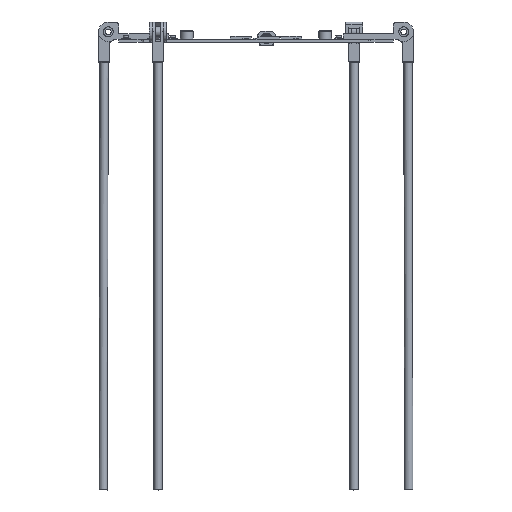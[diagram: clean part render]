
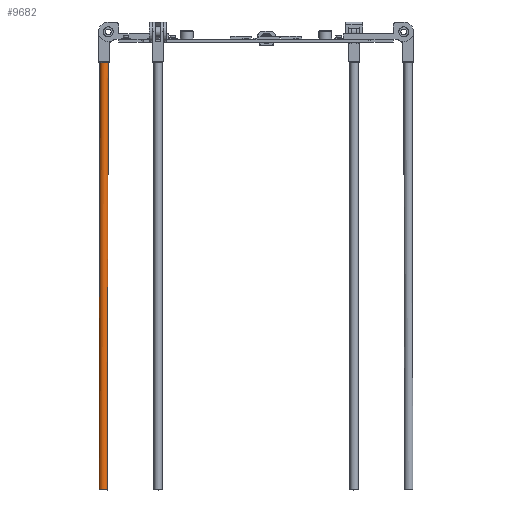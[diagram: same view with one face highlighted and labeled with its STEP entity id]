
A CAD part, front view. The second image highlights one B-rep face of the part: STEP entity #9682.
In plain terms, the highlighted cylindrical face has radius 1.5 mm (diameter 3 mm), a full revolution.
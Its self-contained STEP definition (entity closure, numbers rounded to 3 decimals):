
#9649=EDGE_CURVE('',#9650,#9650,#9652,.F.);
#9650=VERTEX_POINT('',#9651);
#9651=CARTESIAN_POINT('',(1.5,0.,160.0));
#9652=CIRCLE('',#9653,1.5);
#9653=AXIS2_PLACEMENT_3D('',#9654,#9655,#9656);
#9654=CARTESIAN_POINT('',(0.0,0.0,160.0));
#9655=DIRECTION('',(0.0,0.0,-1.0));
#9656=DIRECTION('',(1.0,0.0,0.0));
#9669=EDGE_CURVE('',#9670,#9670,#9672,.F.);
#9670=VERTEX_POINT('',#9671);
#9671=CARTESIAN_POINT('',(1.5,0.,0.0));
#9672=CIRCLE('',#9673,1.5);
#9673=AXIS2_PLACEMENT_3D('',#9674,#9675,#9676);
#9674=CARTESIAN_POINT('',(0.0,0.0,0.0));
#9675=DIRECTION('',(0.0,0.0,1.0));
#9676=DIRECTION('',(1.0,0.0,0.0));
#9682=ADVANCED_FACE('',(#9683),#9693,.T.);
#9683=FACE_BOUND('',#9684,.T.);
#9684=EDGE_LOOP('',(#9685,#9686,#9691,#9692));
#9685=ORIENTED_EDGE('',*,*,#9669,.F.);
#9686=ORIENTED_EDGE('',*,*,#9687,.T.);
#9687=EDGE_CURVE('',#9670,#9650,#9688,.T.);
#9688=B_SPLINE_CURVE_WITH_KNOTS('',1,(#9689,#9690),.UNSPECIFIED.,.F.,.U.,(2,2),(0.0,160.0),.PIECEWISE_BEZIER_KNOTS.);
#9689=CARTESIAN_POINT('',(1.5,0.0,0.0));
#9690=CARTESIAN_POINT('',(1.5,0.0,160.0));
#9691=ORIENTED_EDGE('',*,*,#9649,.F.);
#9692=ORIENTED_EDGE('',*,*,#9687,.F.);
#9693=CYLINDRICAL_SURFACE('',#9694,1.5);
#9694=AXIS2_PLACEMENT_3D('',#9695,#9696,#9697);
#9695=CARTESIAN_POINT('',(0.0,0.0,0.0));
#9696=DIRECTION('',(0.0,0.0,1.0));
#9697=DIRECTION('',(1.0,0.0,0.0));
